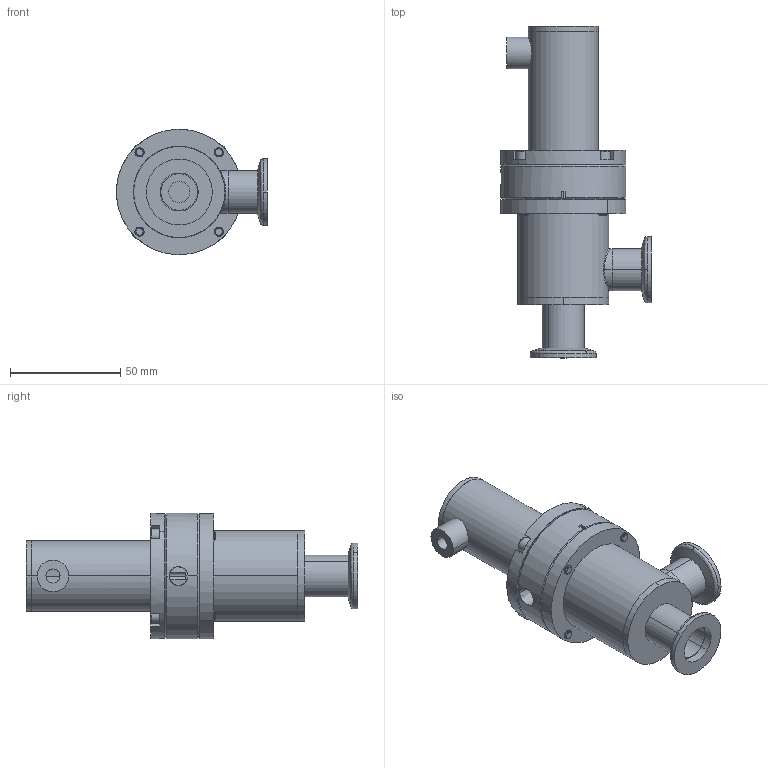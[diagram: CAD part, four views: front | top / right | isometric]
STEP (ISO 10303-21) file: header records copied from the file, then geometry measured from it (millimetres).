
FILE_DESCRIPTION (( 'STEP AP214' ), '1' );
FILE_NAME ('ESVPSA-S02100_SHELLED.STEP', '2025-08-26T14:38:07', ( '' ), ( '' ), 'SwSTEP 2.0', 'SolidWorks 2023', '' );
FILE_SCHEMA (( 'AUTOMOTIVE_DESIGN' ));
Length unit declared in the file: inch
Products named in the file (22): Tubing for bottom port; ESVPSA-S02100_SHELLED; Tubing for side port; OR-2-110V; cam18-125; 9551-00832-8; OR-2-030V; ESVP-075-17-S; ESV-075-13; STVP-075-16; ESVP-075-40-S; 9081-00125-0; ESVP-075-15; ESV-S02-10-NWB; ESVP-075-11-S; NW-16B-075; ESVP-075-18-S; ESV-075-11; OR-2-218V; ESV-075-12; ESV-S02-10; ESVP-075-19
Assembly tree (25 placements, depth 4):
  ESVPSA-S02100_SHELLED
    ESVP-075-40-S
      ESVP-075-17-S
        ESVP-075-19
        ESVP-075-18-S
        OR-2-110V
    ESVP-075-11-S
      STVP-075-16
      9081-00125-0
      cam18-125
      ESVP-075-15
    OR-2-030V
    OR-2-218V
    9551-00832-8  x4
    ESV-S02-10-NWB
      ESV-S02-10
        ESV-075-12
        ESV-075-11
        ESV-075-13
        Tubing for side port
        Tubing for bottom port
      NW-16B-075  x2
Bounding box: 68.38 x 150.36 x 56.77 mm (x, y, z)
Volume: 85862.1 mm3; surface area: 62648.6 mm2
Topology: 20 solids, 20 shells, 1216 faces, 3028 edges, 1846 vertices
Faces by surface type: cone 501, cylinder 361, bspline 242, plane 92, torus 20
Entity records: 16648 total; most frequent: CARTESIAN_POINT 4650, DIRECTION 2641, ORIENTED_EDGE 2272, EDGE_CURVE 1136, AXIS2_PLACEMENT_3D 1135, CIRCLE 711, VERTEX_POINT 707, EDGE_LOOP 511
